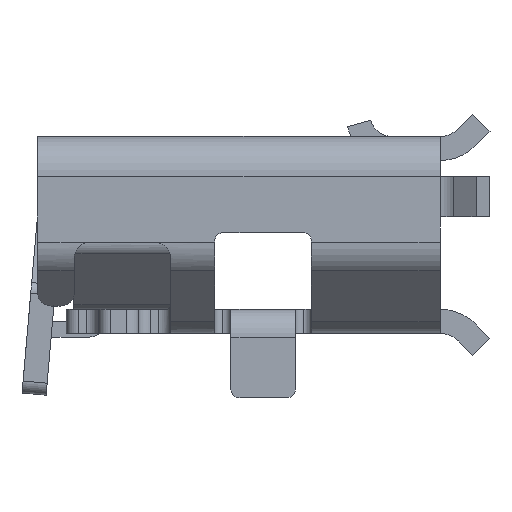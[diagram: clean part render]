
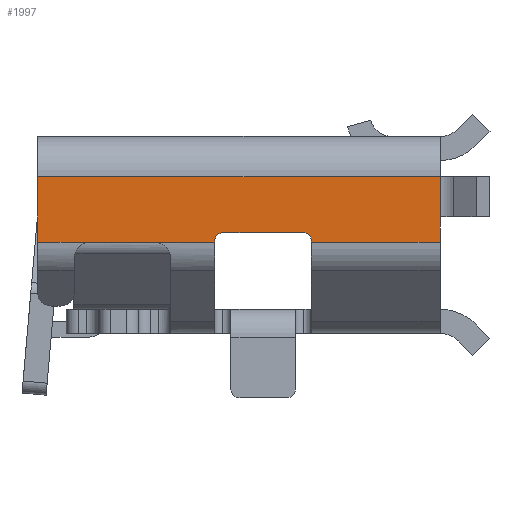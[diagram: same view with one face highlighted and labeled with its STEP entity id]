
A CAD part, left-side view. The second image highlights one B-rep face of the part: STEP entity #1997.
In plain terms, the highlighted planar face has unit normal (-1, 0, 0).
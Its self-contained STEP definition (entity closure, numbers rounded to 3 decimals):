
#1479 = CARTESIAN_POINT ( 'NONE',  ( -3.75, 2.5, 0.725 ) ) ;
#1787 = CARTESIAN_POINT ( 'NONE',  ( -3.75, 2.5, -0.092 ) ) ;
#1949 = VECTOR ( 'NONE', #25551, 1000. ) ;
#1997 = ADVANCED_FACE ( 'NONE', ( #2621 ), #14760, .F. ) ;
#2117 = EDGE_LOOP ( 'NONE', ( #17737, #19443, #8215, #28466, #19114, #9841, #5702, #24823, #8305, #2175, #25176, #2490, #27174 ) ) ;
#2175 = ORIENTED_EDGE ( 'NONE', *, *, #5321, .T. ) ;
#2327 = EDGE_CURVE ( 'NONE', #5408, #17407, #7499, .T. ) ;
#2490 = ORIENTED_EDGE ( 'NONE', *, *, #26984, .F. ) ;
#2545 = CARTESIAN_POINT ( 'NONE',  ( -3.75, -0.9, 0.025 ) ) ;
#2621 = FACE_OUTER_BOUND ( 'NONE', #2117, .T. ) ;
#2951 = VERTEX_POINT ( 'NONE', #5916 ) ;
#3333 = CARTESIAN_POINT ( 'NONE',  ( -3.75, 2.5, -0.092 ) ) ;
#3418 = CARTESIAN_POINT ( 'NONE',  ( -3.75, 1.85, -0.092 ) ) ;
#4244 = EDGE_CURVE ( 'NONE', #13000, #17432, #12528, .T. ) ;
#5024 = EDGE_CURVE ( 'NONE', #23481, #17432, #7277, .T. ) ;
#5321 = EDGE_CURVE ( 'NONE', #23481, #16598, #27888, .T. ) ;
#5408 = VERTEX_POINT ( 'NONE', #17465 ) ;
#5518 = EDGE_CURVE ( 'NONE', #12274, #15951, #9825, .T. ) ;
#5537 = DIRECTION ( 'NONE',  ( 0., 0., -1. ) ) ;
#5702 = ORIENTED_EDGE ( 'NONE', *, *, #23337, .T. ) ;
#5787 = CIRCLE ( 'NONE', #6772, 0.1 ) ;
#5916 = CARTESIAN_POINT ( 'NONE',  ( -3.75, 0.3, -0.092 ) ) ;
#6000 = CARTESIAN_POINT ( 'NONE',  ( -3.75, 1.05, -0.092 ) ) ;
#6237 = DIRECTION ( 'NONE',  ( 0., 1., 0. ) ) ;
#6478 = LINE ( 'NONE', #15670, #10478 ) ;
#6772 = AXIS2_PLACEMENT_3D ( 'NONE', #29042, #12490, #28734 ) ;
#7031 = LINE ( 'NONE', #2545, #17143 ) ;
#7277 = LINE ( 'NONE', #16469, #19698 ) ;
#7320 = EDGE_CURVE ( 'NONE', #20065, #15951, #7031, .T. ) ;
#7499 = LINE ( 'NONE', #16699, #21579 ) ;
#7884 = EDGE_CURVE ( 'NONE', #24983, #20065, #9930, .T. ) ;
#8215 = ORIENTED_EDGE ( 'NONE', *, *, #7320, .T. ) ;
#8305 = ORIENTED_EDGE ( 'NONE', *, *, #5024, .F. ) ;
#8585 = AXIS2_PLACEMENT_3D ( 'NONE', #14936, #20707, #14059 ) ;
#9129 = CARTESIAN_POINT ( 'NONE',  ( -3.75, -0.9, -0.092 ) ) ;
#9215 = CARTESIAN_POINT ( 'NONE',  ( -3.75, -2.5, -0.092 ) ) ;
#9249 = CARTESIAN_POINT ( 'NONE',  ( -3.75, -2.5, -0.092 ) ) ;
#9579 = VECTOR ( 'NONE', #21112, 1000. ) ;
#9825 = LINE ( 'NONE', #9249, #1949 ) ;
#9841 = ORIENTED_EDGE ( 'NONE', *, *, #2327, .F. ) ;
#9930 = CIRCLE ( 'NONE', #24399, 0.1 ) ;
#10391 = DIRECTION ( 'NONE',  ( 0., 0., -1. ) ) ;
#10421 = DIRECTION ( 'NONE',  ( 1., 0., 0. ) ) ;
#10478 = VECTOR ( 'NONE', #13408, 1000. ) ;
#10761 = EDGE_CURVE ( 'NONE', #12430, #28106, #5787, .T. ) ;
#11715 = DIRECTION ( 'NONE',  ( 0., 0., -1. ) ) ;
#12274 = VERTEX_POINT ( 'NONE', #9215 ) ;
#12430 = VERTEX_POINT ( 'NONE', #29694 ) ;
#12490 = DIRECTION ( 'NONE',  ( 1., 0., 0. ) ) ;
#12528 = LINE ( 'NONE', #3333, #21155 ) ;
#13000 = VERTEX_POINT ( 'NONE', #1479 ) ;
#13024 = CARTESIAN_POINT ( 'NONE',  ( -3.75, -0.8, -0.075 ) ) ;
#13408 = DIRECTION ( 'NONE',  ( 0., 1., 0. ) ) ;
#14059 = DIRECTION ( 'NONE',  ( 0., 1., 0. ) ) ;
#14760 = PLANE ( 'NONE',  #8585 ) ;
#14936 = CARTESIAN_POINT ( 'NONE',  ( -3.75, -2.5, -0.092 ) ) ;
#15247 = LINE ( 'NONE', #24421, #28746 ) ;
#15670 = CARTESIAN_POINT ( 'NONE',  ( -3.75, -2.5, 0.725 ) ) ;
#15674 = CARTESIAN_POINT ( 'NONE',  ( -3.75, 0.2, 0.025 ) ) ;
#15823 = CARTESIAN_POINT ( 'NONE',  ( -3.75, -2.5, -0.092 ) ) ;
#15951 = VERTEX_POINT ( 'NONE', #9129 ) ;
#15957 = LINE ( 'NONE', #25256, #28603 ) ;
#16438 = CARTESIAN_POINT ( 'NONE',  ( -3.75, -2.5, -0.092 ) ) ;
#16469 = CARTESIAN_POINT ( 'NONE',  ( -3.75, -2.5, -0.092 ) ) ;
#16598 = VERTEX_POINT ( 'NONE', #6000 ) ;
#16699 = CARTESIAN_POINT ( 'NONE',  ( -3.75, -2.5, -0.092 ) ) ;
#17143 = VECTOR ( 'NONE', #11715, 1000. ) ;
#17407 = VERTEX_POINT ( 'NONE', #24692 ) ;
#17432 = VERTEX_POINT ( 'NONE', #1787 ) ;
#17465 = CARTESIAN_POINT ( 'NONE',  ( -3.75, -2.5, 0.725 ) ) ;
#17737 = ORIENTED_EDGE ( 'NONE', *, *, #20008, .T. ) ;
#19114 = ORIENTED_EDGE ( 'NONE', *, *, #21737, .F. ) ;
#19443 = ORIENTED_EDGE ( 'NONE', *, *, #7884, .T. ) ;
#19698 = VECTOR ( 'NONE', #25646, 1000. ) ;
#19982 = CARTESIAN_POINT ( 'NONE',  ( -3.75, -2.5, -0.092 ) ) ;
#20008 = EDGE_CURVE ( 'NONE', #28106, #24983, #15957, .T. ) ;
#20021 = DIRECTION ( 'NONE',  ( 0., 0., -1. ) ) ;
#20065 = VERTEX_POINT ( 'NONE', #20180 ) ;
#20180 = CARTESIAN_POINT ( 'NONE',  ( -3.75, -0.9, -0.075 ) ) ;
#20465 = DIRECTION ( 'NONE',  ( 0., 1., 0. ) ) ;
#20707 = DIRECTION ( 'NONE',  ( 1., 0., 0. ) ) ;
#21112 = DIRECTION ( 'NONE',  ( 0., -1., 0. ) ) ;
#21155 = VECTOR ( 'NONE', #20021, 1000. ) ;
#21415 = CARTESIAN_POINT ( 'NONE',  ( -3.75, -0.8, 0.025 ) ) ;
#21579 = VECTOR ( 'NONE', #5537, 1000. ) ;
#21737 = EDGE_CURVE ( 'NONE', #17407, #12274, #26478, .T. ) ;
#22378 = DIRECTION ( 'NONE',  ( 0., 0., -1. ) ) ;
#22593 = LINE ( 'NONE', #15823, #23623 ) ;
#23337 = EDGE_CURVE ( 'NONE', #5408, #13000, #6478, .T. ) ;
#23481 = VERTEX_POINT ( 'NONE', #3418 ) ;
#23623 = VECTOR ( 'NONE', #20465, 1000. ) ;
#24381 = VECTOR ( 'NONE', #22378, 1000. ) ;
#24399 = AXIS2_PLACEMENT_3D ( 'NONE', #13024, #10421, #6237 ) ;
#24421 = CARTESIAN_POINT ( 'NONE',  ( -3.75, 0.3, 0.025 ) ) ;
#24692 = CARTESIAN_POINT ( 'NONE',  ( -3.75, -2.5, 0.225 ) ) ;
#24823 = ORIENTED_EDGE ( 'NONE', *, *, #4244, .T. ) ;
#24983 = VERTEX_POINT ( 'NONE', #21415 ) ;
#25176 = ORIENTED_EDGE ( 'NONE', *, *, #29714, .F. ) ;
#25256 = CARTESIAN_POINT ( 'NONE',  ( -3.75, -0.9, 0.025 ) ) ;
#25551 = DIRECTION ( 'NONE',  ( 0., 1., 0. ) ) ;
#25646 = DIRECTION ( 'NONE',  ( 0., 1., 0. ) ) ;
#26478 = LINE ( 'NONE', #19982, #24381 ) ;
#26984 = EDGE_CURVE ( 'NONE', #12430, #2951, #15247, .T. ) ;
#27174 = ORIENTED_EDGE ( 'NONE', *, *, #10761, .T. ) ;
#27888 = LINE ( 'NONE', #16438, #9579 ) ;
#28106 = VERTEX_POINT ( 'NONE', #15674 ) ;
#28466 = ORIENTED_EDGE ( 'NONE', *, *, #5518, .F. ) ;
#28603 = VECTOR ( 'NONE', #29799, 1000. ) ;
#28734 = DIRECTION ( 'NONE',  ( 0., 1., 0. ) ) ;
#28746 = VECTOR ( 'NONE', #10391, 1000. ) ;
#29042 = CARTESIAN_POINT ( 'NONE',  ( -3.75, 0.2, -0.075 ) ) ;
#29694 = CARTESIAN_POINT ( 'NONE',  ( -3.75, 0.3, -0.075 ) ) ;
#29714 = EDGE_CURVE ( 'NONE', #2951, #16598, #22593, .T. ) ;
#29799 = DIRECTION ( 'NONE',  ( 0., -1., 0. ) ) ;
